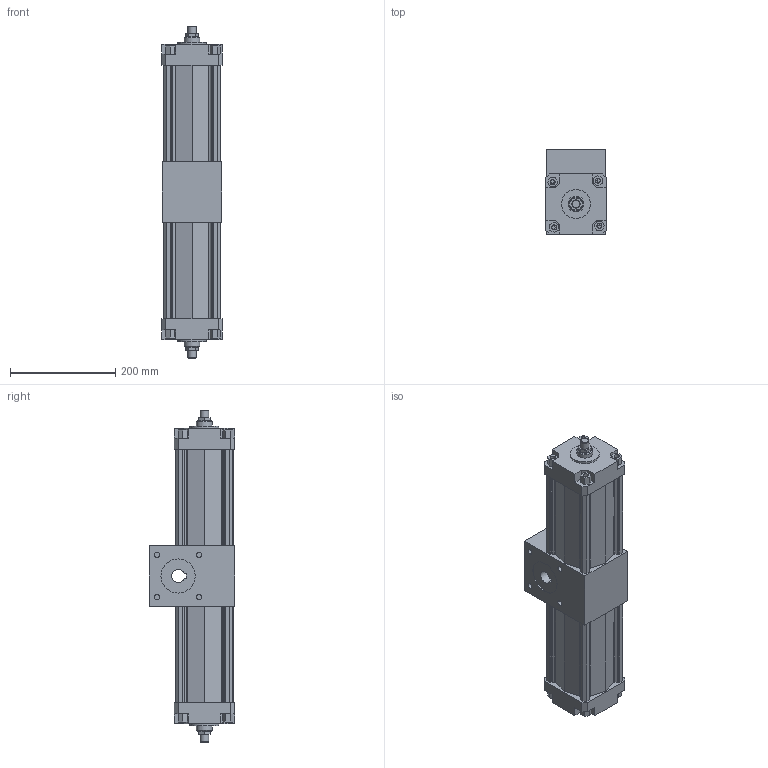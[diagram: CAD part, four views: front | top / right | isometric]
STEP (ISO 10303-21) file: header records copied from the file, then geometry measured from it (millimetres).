
FILE_DESCRIPTION(/* description */ ('CIL.ROTANTE d.100 180Gr. MAGN. con ROT.'),/* implementation_level */ '2;1');
FILE_NAME(/* name */ '1330_100_180_01R.stp',/* time_stamp */ '2019-02-22T09:13:54+01:00',/* author */ ('maniean1'),/* organization */ ('Pneumax S.p.A.'),/* preprocessor_version */ 'ST-DEVELOPER v17',/* originating_system */ 'Autodesk Inventor 2019',/* authorisation */ '');
FILE_SCHEMA (('AUTOMOTIVE_DESIGN { 1 0 10303 214 3 1 1 }'));
Length unit declared in the file: millimetre
Products named in the file (1): 1330_100_180_01R
Bounding box: 115 x 162 x 631 mm (x, y, z)
Volume: 6721573.9 mm3; surface area: 397029.5 mm2
Topology: 1 solids, 1 shells, 340 faces, 906 edges, 612 vertices
Faces by surface type: plane 281, cylinder 55, cone 4
Full cylindrical faces by diameter (mm): 9.4 x16, 10 x12, 16 x2, 18.631 x2, 30 x2, 54.8 x2, 65 x2
Entity records: 10615 total; most frequent: CARTESIAN_POINT 1859, ORIENTED_EDGE 1812, DIRECTION 1778, EDGE_CURVE 906, LINE 716, VECTOR 716, VERTEX_POINT 612, AXIS2_PLACEMENT_3D 531
